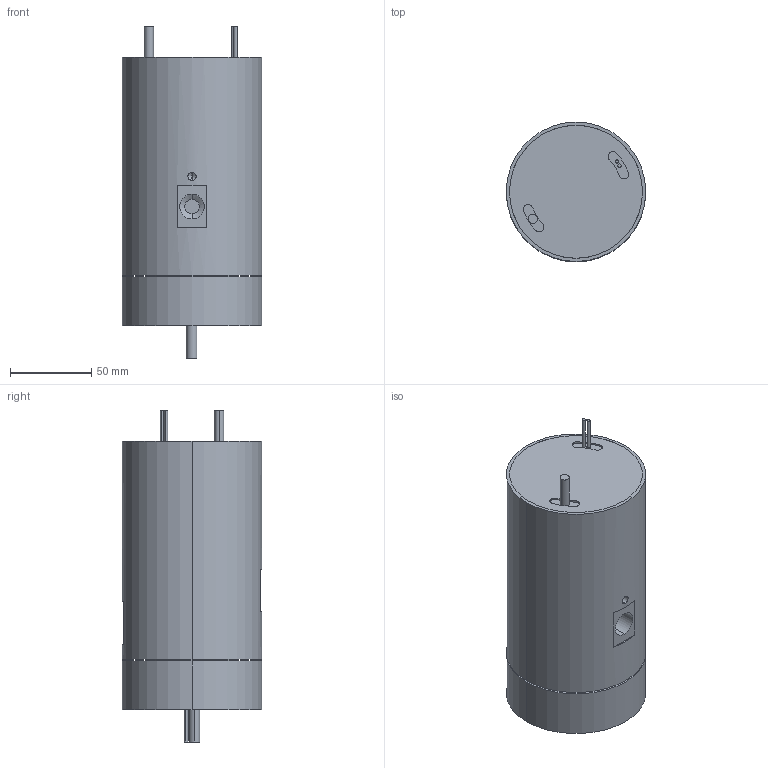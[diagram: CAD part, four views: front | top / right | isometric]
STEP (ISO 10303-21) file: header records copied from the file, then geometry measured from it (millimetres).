
FILE_DESCRIPTION (( 'STEP AP203' ), '1' );
FILE_NAME ('MKD23-P0210-S09.STEP', '2020-10-22T09:23:11', ( '微软用户' ), ( '微软中国' ), 'SwSTEP 2.0', 'SolidWorks 2014', '' );
FILE_SCHEMA (( 'CONFIG_CONTROL_DESIGN' ));
Length unit declared in the file: millimetre
Products named in the file (1): MKD23-P0210-S09
Bounding box: 86 x 86 x 204.8 mm (x, y, z)
Volume: 939133.8 mm3; surface area: 80146.7 mm2
Topology: 1 solids, 8 shells, 156 faces, 336 edges, 195 vertices
Faces by surface type: cylinder 84, cone 38, plane 34
Entity records: 4343 total; most frequent: CARTESIAN_POINT 924, DIRECTION 772, ORIENTED_EDGE 612, AXIS2_PLACEMENT_3D 321, EDGE_CURVE 306, VERTEX_POINT 195, EDGE_LOOP 185, CIRCLE 164
